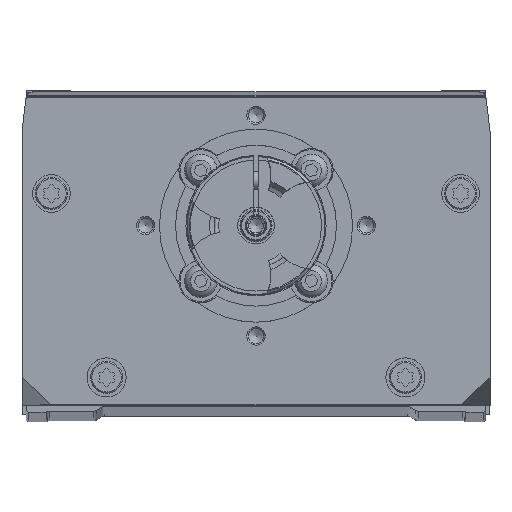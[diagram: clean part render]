
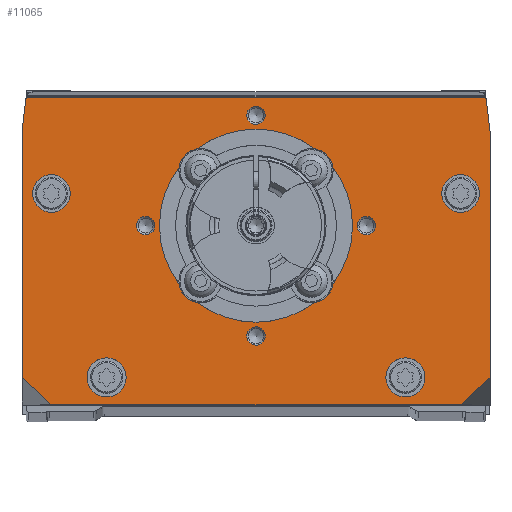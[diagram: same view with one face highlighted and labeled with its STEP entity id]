
A CAD part, top view. The second image highlights one B-rep face of the part: STEP entity #11065.
In plain terms, the highlighted planar face has unit normal (0, 0, 1).
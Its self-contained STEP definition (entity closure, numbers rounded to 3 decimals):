
#341=PLANE('',#12797);
#674=LINE('',#17993,#1529);
#675=LINE('',#17996,#1530);
#676=LINE('',#17998,#1531);
#677=LINE('',#18000,#1532);
#678=LINE('',#18002,#1533);
#679=LINE('',#18006,#1534);
#680=LINE('',#18010,#1535);
#681=LINE('',#18012,#1536);
#1529=VECTOR('',#14318,1000.);
#1530=VECTOR('',#14319,1000.);
#1531=VECTOR('',#14320,1000.);
#1532=VECTOR('',#14321,1000.);
#1533=VECTOR('',#14322,1000.);
#1534=VECTOR('',#14325,1000.);
#1535=VECTOR('',#14328,1000.);
#1536=VECTOR('',#14329,1000.);
#2486=ORIENTED_EDGE('',*,*,#5677,.F.);
#2487=ORIENTED_EDGE('',*,*,#5561,.T.);
#2488=ORIENTED_EDGE('',*,*,#5678,.F.);
#2489=ORIENTED_EDGE('',*,*,#5555,.T.);
#2490=ORIENTED_EDGE('',*,*,#5679,.F.);
#2491=ORIENTED_EDGE('',*,*,#5563,.T.);
#2492=ORIENTED_EDGE('',*,*,#5680,.F.);
#2493=ORIENTED_EDGE('',*,*,#5553,.T.);
#2494=ORIENTED_EDGE('',*,*,#5681,.T.);
#2495=ORIENTED_EDGE('',*,*,#5682,.T.);
#2496=ORIENTED_EDGE('',*,*,#5683,.T.);
#2497=ORIENTED_EDGE('',*,*,#5684,.T.);
#2498=ORIENTED_EDGE('',*,*,#5685,.F.);
#2499=ORIENTED_EDGE('',*,*,#5686,.F.);
#2500=ORIENTED_EDGE('',*,*,#5687,.F.);
#2501=ORIENTED_EDGE('',*,*,#5688,.F.);
#2502=ORIENTED_EDGE('',*,*,#5689,.F.);
#2503=ORIENTED_EDGE('',*,*,#5690,.F.);
#2504=ORIENTED_EDGE('',*,*,#5691,.F.);
#2505=ORIENTED_EDGE('',*,*,#5692,.F.);
#2506=ORIENTED_EDGE('',*,*,#5693,.F.);
#2507=ORIENTED_EDGE('',*,*,#5694,.T.);
#2508=ORIENTED_EDGE('',*,*,#5695,.T.);
#2509=ORIENTED_EDGE('',*,*,#5696,.T.);
#2510=ORIENTED_EDGE('',*,*,#5697,.F.);
#2511=ORIENTED_EDGE('',*,*,#5698,.T.);
#5553=EDGE_CURVE('',#7155,#7154,#8288,.T.);
#5555=EDGE_CURVE('',#7156,#7157,#8289,.T.);
#5561=EDGE_CURVE('',#7163,#7162,#8292,.T.);
#5563=EDGE_CURVE('',#7164,#7165,#8293,.T.);
#5677=EDGE_CURVE('',#7163,#7154,#8362,.F.);
#5678=EDGE_CURVE('',#7156,#7162,#8363,.F.);
#5679=EDGE_CURVE('',#7164,#7157,#8364,.F.);
#5680=EDGE_CURVE('',#7155,#7165,#8365,.F.);
#5681=EDGE_CURVE('',#7267,#7267,#8366,.T.);
#5682=EDGE_CURVE('',#7268,#7268,#8367,.T.);
#5683=EDGE_CURVE('',#7269,#7269,#8368,.T.);
#5684=EDGE_CURVE('',#7270,#7270,#8369,.T.);
#5685=EDGE_CURVE('',#7271,#7271,#8370,.T.);
#5686=EDGE_CURVE('',#7272,#7272,#8371,.T.);
#5687=EDGE_CURVE('',#7273,#7273,#8372,.T.);
#5688=EDGE_CURVE('',#7274,#7274,#8373,.T.);
#5689=EDGE_CURVE('',#7275,#7276,#674,.T.);
#5690=EDGE_CURVE('',#7277,#7275,#675,.T.);
#5691=EDGE_CURVE('',#7278,#7277,#676,.T.);
#5692=EDGE_CURVE('',#7279,#7278,#677,.T.);
#5693=EDGE_CURVE('',#7280,#7279,#678,.T.);
#5694=EDGE_CURVE('',#7280,#7281,#8374,.T.);
#5695=EDGE_CURVE('',#7281,#7282,#679,.T.);
#5696=EDGE_CURVE('',#7282,#7283,#8375,.T.);
#5697=EDGE_CURVE('',#7284,#7283,#680,.T.);
#5698=EDGE_CURVE('',#7284,#7276,#681,.T.);
#7154=VERTEX_POINT('',#17638);
#7155=VERTEX_POINT('',#17640);
#7156=VERTEX_POINT('',#17644);
#7157=VERTEX_POINT('',#17645);
#7162=VERTEX_POINT('',#17656);
#7163=VERTEX_POINT('',#17658);
#7164=VERTEX_POINT('',#17662);
#7165=VERTEX_POINT('',#17663);
#7267=VERTEX_POINT('',#17978);
#7268=VERTEX_POINT('',#17980);
#7269=VERTEX_POINT('',#17982);
#7270=VERTEX_POINT('',#17984);
#7271=VERTEX_POINT('',#17986);
#7272=VERTEX_POINT('',#17988);
#7273=VERTEX_POINT('',#17990);
#7274=VERTEX_POINT('',#17992);
#7275=VERTEX_POINT('',#17994);
#7276=VERTEX_POINT('',#17995);
#7277=VERTEX_POINT('',#17997);
#7278=VERTEX_POINT('',#17999);
#7279=VERTEX_POINT('',#18001);
#7280=VERTEX_POINT('',#18003);
#7281=VERTEX_POINT('',#18005);
#7282=VERTEX_POINT('',#18007);
#7283=VERTEX_POINT('',#18009);
#7284=VERTEX_POINT('',#18011);
#8288=CIRCLE('',#12700,21.);
#8289=CIRCLE('',#12702,21.);
#8292=CIRCLE('',#12706,21.);
#8293=CIRCLE('',#12708,21.);
#8362=CIRCLE('',#12798,4.75);
#8363=CIRCLE('',#12799,4.75);
#8364=CIRCLE('',#12800,4.75);
#8365=CIRCLE('',#12801,4.75);
#8366=CIRCLE('',#12802,2.);
#8367=CIRCLE('',#12803,2.);
#8368=CIRCLE('',#12804,2.);
#8369=CIRCLE('',#12805,2.);
#8370=CIRCLE('',#12806,4.1);
#8371=CIRCLE('',#12807,4.1);
#8372=CIRCLE('',#12808,4.25);
#8373=CIRCLE('',#12809,4.25);
#8374=CIRCLE('',#12810,2.);
#8375=CIRCLE('',#12811,2.);
#8942=EDGE_LOOP('',(#2486,#2487,#2488,#2489,#2490,#2491,#2492,#2493));
#8943=EDGE_LOOP('',(#2494));
#8944=EDGE_LOOP('',(#2495));
#8945=EDGE_LOOP('',(#2496));
#8946=EDGE_LOOP('',(#2497));
#8947=EDGE_LOOP('',(#2498));
#8948=EDGE_LOOP('',(#2499));
#8949=EDGE_LOOP('',(#2500));
#8950=EDGE_LOOP('',(#2501));
#8951=EDGE_LOOP('',(#2502,#2503,#2504,#2505,#2506,#2507,#2508,#2509,#2510,
#2511));
#9862=FACE_BOUND('',#8942,.T.);
#9863=FACE_BOUND('',#8943,.T.);
#9864=FACE_BOUND('',#8944,.T.);
#9865=FACE_BOUND('',#8945,.T.);
#9866=FACE_BOUND('',#8946,.T.);
#9867=FACE_BOUND('',#8947,.T.);
#9868=FACE_BOUND('',#8948,.T.);
#9869=FACE_BOUND('',#8949,.T.);
#9870=FACE_BOUND('',#8950,.T.);
#9871=FACE_BOUND('',#8951,.T.);
#11065=ADVANCED_FACE('',(#9862,#9863,#9864,#9865,#9866,#9867,#9868,#9869,
#9870,#9871),#341,.F.);
#12700=AXIS2_PLACEMENT_3D('',#17639,#14064,#14065);
#12702=AXIS2_PLACEMENT_3D('',#17643,#14069,#14070);
#12706=AXIS2_PLACEMENT_3D('',#17657,#14080,#14081);
#12708=AXIS2_PLACEMENT_3D('',#17661,#14085,#14086);
#12797=AXIS2_PLACEMENT_3D('',#17972,#14292,#14293);
#12798=AXIS2_PLACEMENT_3D('',#17973,#14294,#14295);
#12799=AXIS2_PLACEMENT_3D('',#17974,#14296,#14297);
#12800=AXIS2_PLACEMENT_3D('',#17975,#14298,#14299);
#12801=AXIS2_PLACEMENT_3D('',#17976,#14300,#14301);
#12802=AXIS2_PLACEMENT_3D('',#17977,#14302,#14303);
#12803=AXIS2_PLACEMENT_3D('',#17979,#14304,#14305);
#12804=AXIS2_PLACEMENT_3D('',#17981,#14306,#14307);
#12805=AXIS2_PLACEMENT_3D('',#17983,#14308,#14309);
#12806=AXIS2_PLACEMENT_3D('',#17985,#14310,#14311);
#12807=AXIS2_PLACEMENT_3D('',#17987,#14312,#14313);
#12808=AXIS2_PLACEMENT_3D('',#17989,#14314,#14315);
#12809=AXIS2_PLACEMENT_3D('',#17991,#14316,#14317);
#12810=AXIS2_PLACEMENT_3D('',#18004,#14323,#14324);
#12811=AXIS2_PLACEMENT_3D('',#18008,#14326,#14327);
#14064=DIRECTION('',(0.,0.,-1.));
#14065=DIRECTION('',(-1.,0.,0.));
#14069=DIRECTION('',(0.,0.,-1.));
#14070=DIRECTION('',(-1.,0.,0.));
#14080=DIRECTION('',(0.,0.,-1.));
#14081=DIRECTION('',(-1.,0.,0.));
#14085=DIRECTION('',(0.,0.,-1.));
#14086=DIRECTION('',(-1.,0.,0.));
#14292=DIRECTION('',(0.,0.,-1.));
#14293=DIRECTION('',(-1.,0.,0.));
#14294=DIRECTION('',(0.,0.,-1.));
#14295=DIRECTION('',(-1.,0.,0.));
#14296=DIRECTION('',(0.,0.,-1.));
#14297=DIRECTION('',(-1.,0.,0.));
#14298=DIRECTION('',(0.,0.,-1.));
#14299=DIRECTION('',(-1.,0.,0.));
#14300=DIRECTION('',(0.,0.,-1.));
#14301=DIRECTION('',(-1.,0.,0.));
#14302=DIRECTION('',(0.,0.,-1.));
#14303=DIRECTION('',(-1.,0.,0.));
#14304=DIRECTION('',(0.,0.,-1.));
#14305=DIRECTION('',(-1.,0.,0.));
#14306=DIRECTION('',(0.,0.,-1.));
#14307=DIRECTION('',(-1.,0.,0.));
#14308=DIRECTION('',(0.,0.,-1.));
#14309=DIRECTION('',(-1.,0.,0.));
#14310=DIRECTION('',(0.,0.,1.));
#14311=DIRECTION('',(1.,0.,0.));
#14312=DIRECTION('',(0.,0.,1.));
#14313=DIRECTION('',(1.,0.,0.));
#14314=DIRECTION('',(0.,0.,1.));
#14315=DIRECTION('',(1.,0.,0.));
#14316=DIRECTION('',(0.,0.,1.));
#14317=DIRECTION('',(1.,0.,0.));
#14318=DIRECTION('',(-0.735,0.678,0.));
#14319=DIRECTION('',(-1.,0.,0.));
#14320=DIRECTION('',(-0.735,-0.678,0.));
#14321=DIRECTION('',(0.,-1.,0.));
#14322=DIRECTION('',(0.118,-0.993,0.));
#14323=DIRECTION('',(0.,0.,1.));
#14324=DIRECTION('',(1.,0.,0.));
#14325=DIRECTION('',(-1.,0.,0.));
#14326=DIRECTION('',(0.,0.,1.));
#14327=DIRECTION('',(1.,0.,0.));
#14328=DIRECTION('',(0.118,0.993,0.));
#14329=DIRECTION('',(0.,-1.,0.));
#17638=CARTESIAN_POINT('',(-16.721,53.204,21.5));
#17639=CARTESIAN_POINT('',(0.,40.5,21.5));
#17640=CARTESIAN_POINT('',(-16.721,27.796,21.5));
#17643=CARTESIAN_POINT('',(0.,40.5,21.5));
#17644=CARTESIAN_POINT('',(16.721,53.204,21.5));
#17645=CARTESIAN_POINT('',(16.721,27.796,21.5));
#17656=CARTESIAN_POINT('',(12.704,57.221,21.5));
#17657=CARTESIAN_POINT('',(0.,40.5,21.5));
#17658=CARTESIAN_POINT('',(-12.704,57.221,21.5));
#17661=CARTESIAN_POINT('',(0.,40.5,21.5));
#17662=CARTESIAN_POINT('',(12.704,23.779,21.5));
#17663=CARTESIAN_POINT('',(-12.704,23.779,21.5));
#17972=CARTESIAN_POINT('',(50.9,68.769,21.5));
#17973=CARTESIAN_POINT('',(-12.021,52.521,21.5));
#17974=CARTESIAN_POINT('',(12.021,52.521,21.5));
#17975=CARTESIAN_POINT('',(12.021,28.479,21.5));
#17976=CARTESIAN_POINT('',(-12.021,28.479,21.5));
#17977=CARTESIAN_POINT('',(-24.,40.5,21.5));
#17978=CARTESIAN_POINT('',(-26.,40.5,21.5));
#17979=CARTESIAN_POINT('',(0.,16.5,21.5));
#17980=CARTESIAN_POINT('',(-2.,16.5,21.5));
#17981=CARTESIAN_POINT('',(24.,40.5,21.5));
#17982=CARTESIAN_POINT('',(22.,40.5,21.5));
#17983=CARTESIAN_POINT('',(0.,64.5,21.5));
#17984=CARTESIAN_POINT('',(-2.,64.5,21.5));
#17985=CARTESIAN_POINT('',(-44.5,47.5,21.5));
#17986=CARTESIAN_POINT('',(-40.4,47.5,21.5));
#17987=CARTESIAN_POINT('',(44.5,47.5,21.5));
#17988=CARTESIAN_POINT('',(48.6,47.5,21.5));
#17989=CARTESIAN_POINT('',(-32.5,7.5,21.5));
#17990=CARTESIAN_POINT('',(-28.25,7.5,21.5));
#17991=CARTESIAN_POINT('',(32.5,7.5,21.5));
#17992=CARTESIAN_POINT('',(36.75,7.5,21.5));
#17993=CARTESIAN_POINT('',(-26.385,-15.128,21.5));
#17994=CARTESIAN_POINT('',(-44.436,1.5,21.5));
#17995=CARTESIAN_POINT('',(-50.9,7.455,21.5));
#17996=CARTESIAN_POINT('',(50.9,1.5,21.5));
#17997=CARTESIAN_POINT('',(44.436,1.5,21.5));
#17998=CARTESIAN_POINT('',(81.454,35.6,21.5));
#17999=CARTESIAN_POINT('',(50.9,7.455,21.5));
#18000=CARTESIAN_POINT('',(50.9,68.769,21.5));
#18001=CARTESIAN_POINT('',(50.9,60.999,21.5));
#18002=CARTESIAN_POINT('',(50.073,67.937,21.5));
#18003=CARTESIAN_POINT('',(50.073,67.937,21.5));
#18004=CARTESIAN_POINT('',(48.087,67.7,21.5));
#18005=CARTESIAN_POINT('',(49.965,68.388,21.5));
#18006=CARTESIAN_POINT('',(50.9,68.388,21.5));
#18007=CARTESIAN_POINT('',(-49.965,68.388,21.5));
#18008=CARTESIAN_POINT('',(-48.087,67.7,21.5));
#18009=CARTESIAN_POINT('',(-50.073,67.937,21.5));
#18010=CARTESIAN_POINT('',(-52.231,49.841,21.5));
#18011=CARTESIAN_POINT('',(-50.9,60.999,21.5));
#18012=CARTESIAN_POINT('',(-50.9,68.769,21.5));
